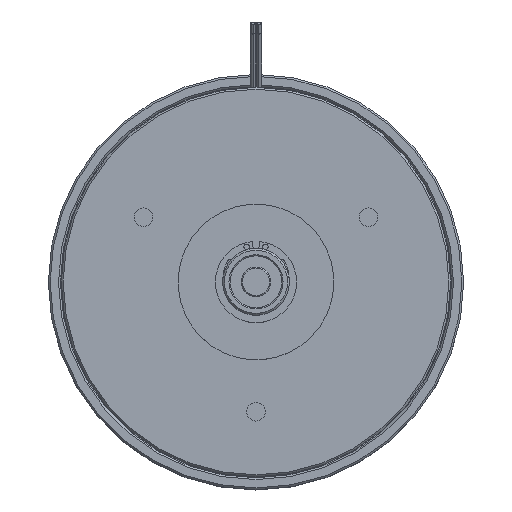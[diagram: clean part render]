
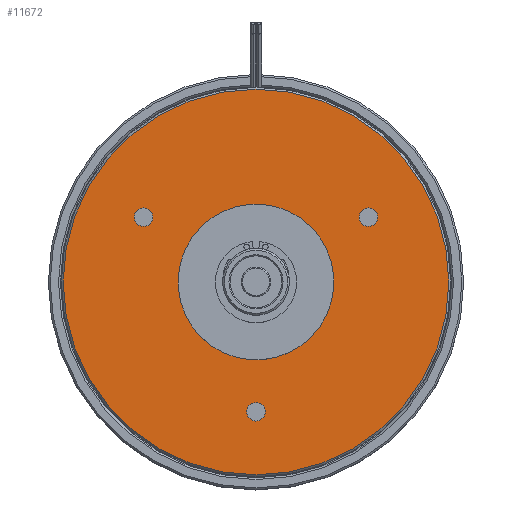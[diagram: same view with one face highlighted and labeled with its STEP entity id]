
A CAD part, top view. The second image highlights one B-rep face of the part: STEP entity #11672.
In plain terms, the highlighted planar face has unit normal (0, 0, 1).
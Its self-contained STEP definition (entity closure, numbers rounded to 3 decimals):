
#36 = CARTESIAN_POINT ( 'NONE',  ( 1.714, 20.93, 47. ) ) ;
#104 = CIRCLE ( 'NONE', #6583, 2.5 ) ;
#150 = CARTESIAN_POINT ( 'NONE',  ( 0., 0., 47. ) ) ;
#211 = DIRECTION ( 'NONE',  ( 0., 0., 1. ) ) ;
#425 = DIRECTION ( 'NONE',  ( 1., 0., 0. ) ) ;
#459 = DIRECTION ( 'NONE',  ( 0., 0., 1. ) ) ;
#465 = EDGE_LOOP ( 'NONE', ( #14415, #9866 ) ) ;
#496 = ORIENTED_EDGE ( 'NONE', *, *, #5741, .F. ) ;
#770 = CARTESIAN_POINT ( 'NONE',  ( -32.811, 17.5, 47. ) ) ;
#1016 = EDGE_LOOP ( 'NONE', ( #5768, #6640 ) ) ;
#1270 = DIRECTION ( 'NONE',  ( 0., 0., 1. ) ) ;
#1282 = EDGE_CURVE ( 'NONE', #10559, #12342, #6423, .T. ) ;
#1643 = DIRECTION ( 'NONE',  ( 1., 0., 0. ) ) ;
#2298 = DIRECTION ( 'NONE',  ( 0., 0., 1. ) ) ;
#2311 = FACE_BOUND ( 'NONE', #465, .T. ) ;
#2673 = VERTEX_POINT ( 'NONE', #5451 ) ;
#2799 = ORIENTED_EDGE ( 'NONE', *, *, #1282, .T. ) ;
#3199 = CIRCLE ( 'NONE', #12887, 52. ) ;
#3202 = EDGE_CURVE ( 'NONE', #10050, #8798, #6751, .T. ) ;
#3317 = CARTESIAN_POINT ( 'NONE',  ( 27.811, 17.5, 47. ) ) ;
#3396 = VERTEX_POINT ( 'NONE', #12285 ) ;
#3854 = VERTEX_POINT ( 'NONE', #13240 ) ;
#3861 = ORIENTED_EDGE ( 'NONE', *, *, #9273, .F. ) ;
#4010 = EDGE_CURVE ( 'NONE', #3854, #2673, #14349, .T. ) ;
#4118 = ORIENTED_EDGE ( 'NONE', *, *, #5826, .T. ) ;
#4145 = AXIS2_PLACEMENT_3D ( 'NONE', #4584, #12512, #5735 ) ;
#4190 = CARTESIAN_POINT ( 'NONE',  ( -2.5, -35., 47. ) ) ;
#4395 = CARTESIAN_POINT ( 'NONE',  ( 30.311, 17.5, 47. ) ) ;
#4584 = CARTESIAN_POINT ( 'NONE',  ( 0., 0., 47. ) ) ;
#5174 = CARTESIAN_POINT ( 'NONE',  ( 30.311, 17.5, 47. ) ) ;
#5207 = AXIS2_PLACEMENT_3D ( 'NONE', #9058, #2298, #10178 ) ;
#5374 = CARTESIAN_POINT ( 'NONE',  ( 0., -35., 47. ) ) ;
#5451 = CARTESIAN_POINT ( 'NONE',  ( 52., 0., 47. ) ) ;
#5537 = DIRECTION ( 'NONE',  ( 1., 0., 0. ) ) ;
#5735 = DIRECTION ( 'NONE',  ( 1., 0., 0. ) ) ;
#5741 = EDGE_CURVE ( 'NONE', #12704, #3396, #9140, .T. ) ;
#5768 = ORIENTED_EDGE ( 'NONE', *, *, #3202, .F. ) ;
#5786 = CARTESIAN_POINT ( 'NONE',  ( 0., 0., 47. ) ) ;
#5826 = EDGE_CURVE ( 'NONE', #12342, #10559, #11804, .T. ) ;
#6156 = CARTESIAN_POINT ( 'NONE',  ( -1.714, -20.93, 47. ) ) ;
#6208 = CARTESIAN_POINT ( 'NONE',  ( 0., 0., 47. ) ) ;
#6317 = DIRECTION ( 'NONE',  ( 1., 0., 0. ) ) ;
#6423 = CIRCLE ( 'NONE', #14363, 21. ) ;
#6523 = DIRECTION ( 'NONE',  ( 1., 0., 0. ) ) ;
#6583 = AXIS2_PLACEMENT_3D ( 'NONE', #5374, #13317, #6523 ) ;
#6604 = VERTEX_POINT ( 'NONE', #770 ) ;
#6640 = ORIENTED_EDGE ( 'NONE', *, *, #8785, .F. ) ;
#6751 = CIRCLE ( 'NONE', #14383, 2.5 ) ;
#6876 = PLANE ( 'NONE',  #14560 ) ;
#6935 = DIRECTION ( 'NONE',  ( 1., 0., 0. ) ) ;
#6940 = CARTESIAN_POINT ( 'NONE',  ( 0., 0., 47. ) ) ;
#7138 = DIRECTION ( 'NONE',  ( 0., 0., 1. ) ) ;
#7168 = CARTESIAN_POINT ( 'NONE',  ( -30.311, 17.5, 47. ) ) ;
#7248 = FACE_BOUND ( 'NONE', #13981, .T. ) ;
#7476 = AXIS2_PLACEMENT_3D ( 'NONE', #7168, #459, #8294 ) ;
#7608 = FACE_OUTER_BOUND ( 'NONE', #8082, .T. ) ;
#7735 = ORIENTED_EDGE ( 'NONE', *, *, #4010, .T. ) ;
#7739 = CARTESIAN_POINT ( 'NONE',  ( -27.811, 17.5, 47. ) ) ;
#8060 = DIRECTION ( 'NONE',  ( 1., 0., 0. ) ) ;
#8082 = EDGE_LOOP ( 'NONE', ( #7735, #8772 ) ) ;
#8231 = VERTEX_POINT ( 'NONE', #7739 ) ;
#8294 = DIRECTION ( 'NONE',  ( 1., 0., 0. ) ) ;
#8656 = AXIS2_PLACEMENT_3D ( 'NONE', #4395, #12311, #5537 ) ;
#8772 = ORIENTED_EDGE ( 'NONE', *, *, #11205, .T. ) ;
#8785 = EDGE_CURVE ( 'NONE', #8798, #10050, #14049, .T. ) ;
#8798 = VERTEX_POINT ( 'NONE', #3317 ) ;
#8877 = CIRCLE ( 'NONE', #12003, 2.5 ) ;
#8998 = AXIS2_PLACEMENT_3D ( 'NONE', #5786, #13713, #6935 ) ;
#9058 = CARTESIAN_POINT ( 'NONE',  ( 0., -35., 47. ) ) ;
#9134 = DIRECTION ( 'NONE',  ( 1., 0., 0. ) ) ;
#9140 = CIRCLE ( 'NONE', #5207, 2.5 ) ;
#9273 = EDGE_CURVE ( 'NONE', #3396, #12704, #104, .T. ) ;
#9351 = CARTESIAN_POINT ( 'NONE',  ( 32.811, 17.5, 47. ) ) ;
#9866 = ORIENTED_EDGE ( 'NONE', *, *, #11788, .F. ) ;
#10041 = EDGE_CURVE ( 'NONE', #8231, #6604, #8877, .T. ) ;
#10050 = VERTEX_POINT ( 'NONE', #9351 ) ;
#10178 = DIRECTION ( 'NONE',  ( 1., 0., 0. ) ) ;
#10236 = FACE_BOUND ( 'NONE', #12037, .T. ) ;
#10559 = VERTEX_POINT ( 'NONE', #36 ) ;
#11205 = EDGE_CURVE ( 'NONE', #2673, #3854, #3199, .T. ) ;
#11672 = ADVANCED_FACE ( 'NONE', ( #7608, #13291, #2311, #10236, #7248 ), #6876, .T. ) ;
#11788 = EDGE_CURVE ( 'NONE', #6604, #8231, #11838, .T. ) ;
#11804 = CIRCLE ( 'NONE', #8998, 21. ) ;
#11838 = CIRCLE ( 'NONE', #7476, 2.5 ) ;
#12003 = AXIS2_PLACEMENT_3D ( 'NONE', #13912, #7138, #425 ) ;
#12037 = EDGE_LOOP ( 'NONE', ( #3861, #496 ) ) ;
#12285 = CARTESIAN_POINT ( 'NONE',  ( 2.5, -35., 47. ) ) ;
#12311 = DIRECTION ( 'NONE',  ( 0., 0., 1. ) ) ;
#12342 = VERTEX_POINT ( 'NONE', #6156 ) ;
#12512 = DIRECTION ( 'NONE',  ( 0., 0., 1. ) ) ;
#12704 = VERTEX_POINT ( 'NONE', #4190 ) ;
#12887 = AXIS2_PLACEMENT_3D ( 'NONE', #6940, #211, #8060 ) ;
#13113 = DIRECTION ( 'NONE',  ( 0., 0., 1. ) ) ;
#13240 = CARTESIAN_POINT ( 'NONE',  ( -52., 0., 47. ) ) ;
#13291 = FACE_BOUND ( 'NONE', #1016, .T. ) ;
#13317 = DIRECTION ( 'NONE',  ( 0., 0., 1. ) ) ;
#13713 = DIRECTION ( 'NONE',  ( 0., 0., -1. ) ) ;
#13912 = CARTESIAN_POINT ( 'NONE',  ( -30.311, 17.5, 47. ) ) ;
#13981 = EDGE_LOOP ( 'NONE', ( #2799, #4118 ) ) ;
#14049 = CIRCLE ( 'NONE', #8656, 2.5 ) ;
#14334 = DIRECTION ( 'NONE',  ( 0., 0., -1. ) ) ;
#14349 = CIRCLE ( 'NONE', #4145, 52. ) ;
#14363 = AXIS2_PLACEMENT_3D ( 'NONE', #6208, #14334, #1643 ) ;
#14383 = AXIS2_PLACEMENT_3D ( 'NONE', #5174, #13113, #6317 ) ;
#14415 = ORIENTED_EDGE ( 'NONE', *, *, #10041, .F. ) ;
#14560 = AXIS2_PLACEMENT_3D ( 'NONE', #150, #1270, #9134 ) ;
